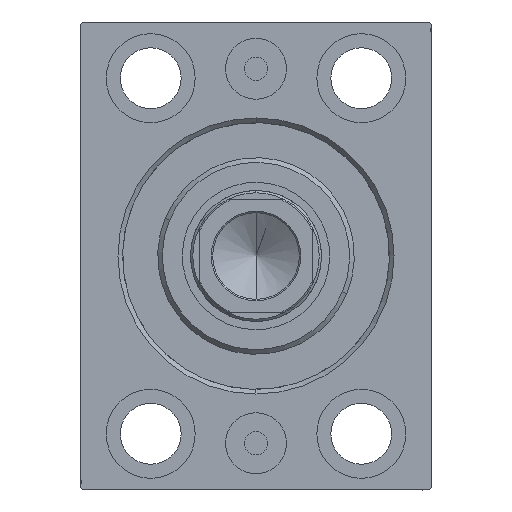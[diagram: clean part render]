
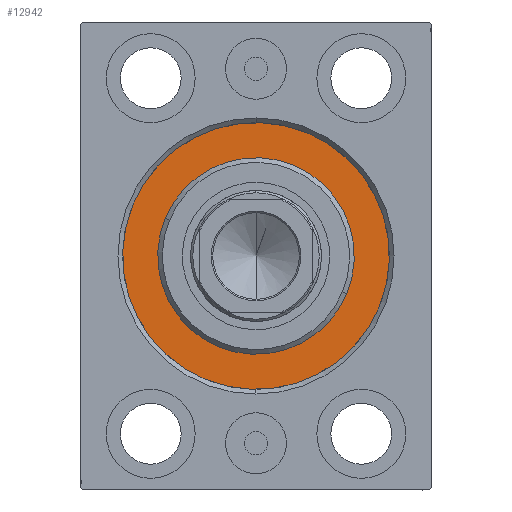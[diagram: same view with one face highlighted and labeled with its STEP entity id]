
A CAD part, left-side view. The second image highlights one B-rep face of the part: STEP entity #12942.
In plain terms, the highlighted face is planar.
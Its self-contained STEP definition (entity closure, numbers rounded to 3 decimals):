
#1105 = DIRECTION ( 'NONE',  ( 0., 0., -1. ) ) ;
#1364 = FACE_OUTER_BOUND ( 'NONE', #5431, .T. ) ;
#1736 = ORIENTED_EDGE ( 'NONE', *, *, #13554, .F. ) ;
#1789 = CARTESIAN_POINT ( 'NONE',  ( 0., 0., 0. ) ) ;
#1904 = AXIS2_PLACEMENT_3D ( 'NONE', #24600, #17731, #1105 ) ;
#3277 = AXIS2_PLACEMENT_3D ( 'NONE', #14908, #11598, #25109 ) ;
#3551 = CARTESIAN_POINT ( 'NONE',  ( 0., 0., -21. ) ) ;
#3827 = AXIS2_PLACEMENT_3D ( 'NONE', #21813, #42630, #32224 ) ;
#4267 = DIRECTION ( 'NONE',  ( 0., 0., 1. ) ) ;
#4296 = EDGE_LOOP ( 'NONE', ( #37560, #29055 ) ) ;
#5431 = EDGE_LOOP ( 'NONE', ( #1736, #11386 ) ) ;
#7964 = AXIS2_PLACEMENT_3D ( 'NONE', #35452, #35008, #18171 ) ;
#8171 = CIRCLE ( 'NONE', #3827, 28.5 ) ;
#8307 = CIRCLE ( 'NONE', #1904, 21. ) ;
#8628 = EDGE_CURVE ( 'NONE', #27627, #34646, #8307, .T. ) ;
#8710 = CARTESIAN_POINT ( 'NONE',  ( 0., 0., 28.5 ) ) ;
#11386 = ORIENTED_EDGE ( 'NONE', *, *, #33565, .F. ) ;
#11598 = DIRECTION ( 'NONE',  ( -1., 0., 0. ) ) ;
#12942 = ADVANCED_FACE ( 'NONE', ( #15092, #1364 ), #41481, .F. ) ;
#13554 = EDGE_CURVE ( 'NONE', #18924, #21044, #8171, .T. ) ;
#14908 = CARTESIAN_POINT ( 'NONE',  ( 0., 0., 0. ) ) ;
#15092 = FACE_BOUND ( 'NONE', #4296, .T. ) ;
#17731 = DIRECTION ( 'NONE',  ( 1., 0., 0. ) ) ;
#18171 = DIRECTION ( 'NONE',  ( 0., 0., -1. ) ) ;
#18924 = VERTEX_POINT ( 'NONE', #41029 ) ;
#20968 = CIRCLE ( 'NONE', #3277, 28.5 ) ;
#21044 = VERTEX_POINT ( 'NONE', #8710 ) ;
#21750 = DIRECTION ( 'NONE',  ( -1., 0., 0. ) ) ;
#21813 = CARTESIAN_POINT ( 'NONE',  ( 0., 0., 0. ) ) ;
#22114 = CARTESIAN_POINT ( 'NONE',  ( 0., 0., 21. ) ) ;
#24600 = CARTESIAN_POINT ( 'NONE',  ( 0., 0., 0. ) ) ;
#25109 = DIRECTION ( 'NONE',  ( 0., 0., 1. ) ) ;
#27627 = VERTEX_POINT ( 'NONE', #22114 ) ;
#29055 = ORIENTED_EDGE ( 'NONE', *, *, #35639, .F. ) ;
#29188 = CIRCLE ( 'NONE', #7964, 21. ) ;
#32224 = DIRECTION ( 'NONE',  ( 0., 0., 1. ) ) ;
#33565 = EDGE_CURVE ( 'NONE', #21044, #18924, #20968, .T. ) ;
#34646 = VERTEX_POINT ( 'NONE', #3551 ) ;
#35008 = DIRECTION ( 'NONE',  ( 1., 0., 0. ) ) ;
#35452 = CARTESIAN_POINT ( 'NONE',  ( 0., 0., 0. ) ) ;
#35639 = EDGE_CURVE ( 'NONE', #34646, #27627, #29188, .T. ) ;
#37560 = ORIENTED_EDGE ( 'NONE', *, *, #8628, .F. ) ;
#39925 = AXIS2_PLACEMENT_3D ( 'NONE', #1789, #21750, #4267 ) ;
#41029 = CARTESIAN_POINT ( 'NONE',  ( 0., 0., -28.5 ) ) ;
#41481 = PLANE ( 'NONE',  #39925 ) ;
#42630 = DIRECTION ( 'NONE',  ( -1., 0., 0. ) ) ;
